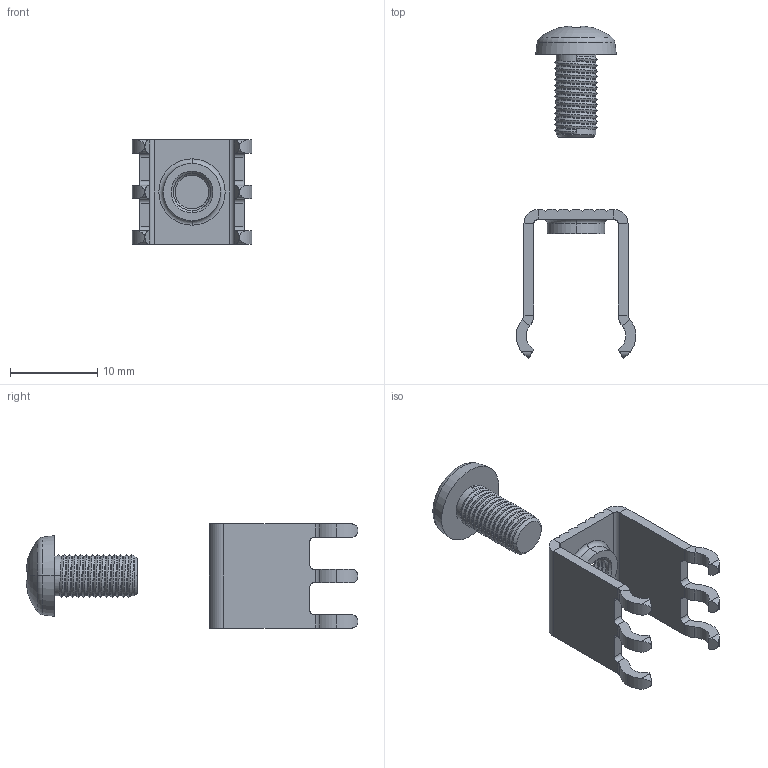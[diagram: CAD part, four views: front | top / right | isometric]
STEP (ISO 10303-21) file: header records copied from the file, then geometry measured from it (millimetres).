
FILE_DESCRIPTION (( 'STEP AP214' ), '1' );
FILE_NAME ('8196.STEP', '2008-02-28T15:12:21', ( 'Richard Maletta' ), ( '' ), 'SwSTEP 2.0', 'SolidWorks 2008', '' );
FILE_SCHEMA (( 'AUTOMOTIVE_DESIGN' ));
Length unit declared in the file: millimetre
Products named in the file (1): 8196
Bounding box: 13.71 x 38.04 x 11.94 mm (x, y, z)
Volume: 822.9 mm3; surface area: 1430.8 mm2
Topology: 2 solids, 2 shells, 199 faces, 530 edges, 336 vertices
Faces by surface type: cylinder 93, plane 85, cone 11, torus 6, bspline 4
Entity records: 9749 total; most frequent: CARTESIAN_POINT 2840, ORIENTED_EDGE 1060, DIRECTION 926, EDGE_CURVE 530, VERTEX_POINT 336, AXIS2_PLACEMENT_3D 328, VECTOR 270, LINE 270
